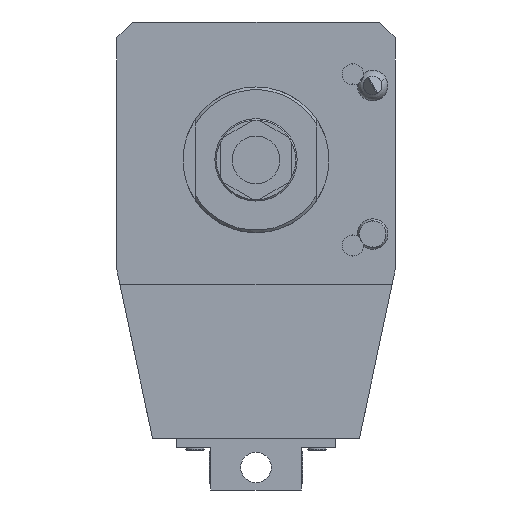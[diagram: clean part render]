
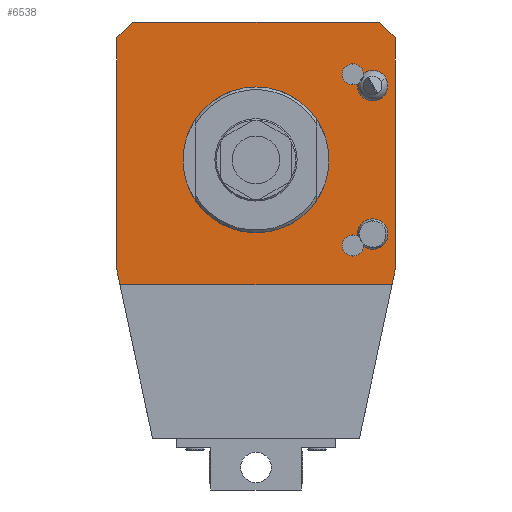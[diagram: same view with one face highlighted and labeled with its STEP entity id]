
A CAD part, left-side view. The second image highlights one B-rep face of the part: STEP entity #6538.
In plain terms, the highlighted planar face has unit normal (-1, 0, 0).
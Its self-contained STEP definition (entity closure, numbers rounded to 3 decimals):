
#356=DIRECTION('',(0.,0.707,0.707));
#357=VECTOR('',#356,8.485);
#358=CARTESIAN_POINT('',(-103.,-52.5,106.));
#359=LINE('',#358,#357);
#927=DIRECTION('',(0.,1.,0.));
#928=VECTOR('',#927,102.657);
#929=CARTESIAN_POINT('',(-103.,-51.328,13.));
#930=LINE('',#929,#928);
#931=DIRECTION('',(0.,0.208,0.978));
#932=VECTOR('',#931,5.636);
#933=CARTESIAN_POINT('',(-103.,51.328,13.));
#934=LINE('',#933,#932);
#935=DIRECTION('',(0.,0.,1.));
#936=VECTOR('',#935,87.487);
#937=CARTESIAN_POINT('',(-103.,52.5,18.513));
#938=LINE('',#937,#936);
#939=DIRECTION('',(0.,-1.,0.));
#940=VECTOR('',#939,93.);
#941=CARTESIAN_POINT('',(-103.,46.5,112.));
#942=LINE('',#941,#940);
#943=DIRECTION('',(0.,0.,-1.));
#944=VECTOR('',#943,87.487);
#945=CARTESIAN_POINT('',(-103.,-52.5,106.));
#946=LINE('',#945,#944);
#947=DIRECTION('',(0.,0.208,-0.978));
#948=VECTOR('',#947,5.636);
#949=CARTESIAN_POINT('',(-103.,-52.5,18.513));
#950=LINE('',#949,#948);
#951=CARTESIAN_POINT('',(-103.,0.,60.));
#952=DIRECTION('',(1.,0.,0.));
#953=DIRECTION('',(0.,1.,0.));
#954=AXIS2_PLACEMENT_3D('',#951,#952,#953);
#956=CARTESIAN_POINT('',(-103.,0.,60.));
#957=DIRECTION('',(1.,0.,0.));
#958=DIRECTION('',(0.,-1.,0.));
#959=AXIS2_PLACEMENT_3D('',#956,#957,#958);
#961=CARTESIAN_POINT('',(-103.,-44.,32.));
#962=DIRECTION('',(1.,0.,0.));
#963=DIRECTION('',(0.,1.,0.));
#964=AXIS2_PLACEMENT_3D('',#961,#962,#963);
#966=CARTESIAN_POINT('',(-103.,-44.,32.));
#967=DIRECTION('',(1.,0.,0.));
#968=DIRECTION('',(0.,-1.,0.));
#969=AXIS2_PLACEMENT_3D('',#966,#967,#968);
#971=CARTESIAN_POINT('',(-103.,-36.552,92.3));
#972=DIRECTION('',(1.,0.,0.));
#973=DIRECTION('',(0.,0.,-1.));
#974=AXIS2_PLACEMENT_3D('',#971,#972,#973);
#976=CARTESIAN_POINT('',(-103.,-36.552,92.3));
#977=DIRECTION('',(1.,0.,0.));
#978=DIRECTION('',(0.,0.,1.));
#979=AXIS2_PLACEMENT_3D('',#976,#977,#978);
#981=CARTESIAN_POINT('',(-103.,-36.552,27.7));
#982=DIRECTION('',(1.,0.,0.));
#983=DIRECTION('',(0.,0.,-1.));
#984=AXIS2_PLACEMENT_3D('',#981,#982,#983);
#986=CARTESIAN_POINT('',(-103.,-36.552,27.7));
#987=DIRECTION('',(1.,0.,0.));
#988=DIRECTION('',(0.,0.,1.));
#989=AXIS2_PLACEMENT_3D('',#986,#987,#988);
#991=CARTESIAN_POINT('',(-103.,-44.,88.));
#992=DIRECTION('',(1.,0.,0.));
#993=DIRECTION('',(0.,0.866,-0.5));
#994=AXIS2_PLACEMENT_3D('',#991,#992,#993);
#996=CARTESIAN_POINT('',(-103.,-44.,88.));
#997=DIRECTION('',(1.,0.,0.));
#998=DIRECTION('',(0.,-0.866,0.5));
#999=AXIS2_PLACEMENT_3D('',#996,#997,#998);
#1103=DIRECTION('',(0.,0.707,-0.707));
#1104=VECTOR('',#1103,8.485);
#1105=CARTESIAN_POINT('',(-103.,46.5,112.));
#1106=LINE('',#1105,#1104);
#4707=CARTESIAN_POINT('',(-103.,46.5,112.));
#4708=CARTESIAN_POINT('',(-103.,52.5,106.));
#4709=VERTEX_POINT('',#4707);
#4710=VERTEX_POINT('',#4708);
#4711=CARTESIAN_POINT('',(-103.,-52.5,106.));
#4712=CARTESIAN_POINT('',(-103.,-46.5,112.));
#4713=VERTEX_POINT('',#4711);
#4714=VERTEX_POINT('',#4712);
#4715=CARTESIAN_POINT('',(-103.,-51.328,13.));
#4716=CARTESIAN_POINT('',(-103.,51.328,13.));
#4717=VERTEX_POINT('',#4715);
#4718=VERTEX_POINT('',#4716);
#4727=CARTESIAN_POINT('',(-103.,52.5,18.513));
#4728=VERTEX_POINT('',#4727);
#4729=CARTESIAN_POINT('',(-103.,-52.5,18.513));
#4730=VERTEX_POINT('',#4729);
#4761=CARTESIAN_POINT('',(-103.,25.,60.));
#4762=CARTESIAN_POINT('',(-103.,-25.,60.));
#4763=VERTEX_POINT('',#4761);
#4764=VERTEX_POINT('',#4762);
#4845=CARTESIAN_POINT('',(-103.,-38.246,32.));
#4846=CARTESIAN_POINT('',(-103.,-49.754,32.));
#4847=VERTEX_POINT('',#4845);
#4848=VERTEX_POINT('',#4846);
#4857=CARTESIAN_POINT('',(-103.,-36.552,90.3));
#4858=CARTESIAN_POINT('',(-103.,-36.552,94.3));
#4859=VERTEX_POINT('',#4857);
#4860=VERTEX_POINT('',#4858);
#4869=CARTESIAN_POINT('',(-103.,-36.552,25.7));
#4870=CARTESIAN_POINT('',(-103.,-36.552,29.7));
#4871=VERTEX_POINT('',#4869);
#4872=VERTEX_POINT('',#4870);
#5011=CARTESIAN_POINT('',(-103.,-39.019,85.124));
#5012=CARTESIAN_POINT('',(-103.,-48.981,90.876));
#5013=VERTEX_POINT('',#5011);
#5014=VERTEX_POINT('',#5012);
#6490=CARTESIAN_POINT('',(-103.,0.,60.));
#6491=DIRECTION('',(1.,0.,0.));
#6492=DIRECTION('',(0.,1.,0.));
#6493=AXIS2_PLACEMENT_3D('',#6490,#6491,#6492);
#6494=PLANE('',#6493);
#6495=ORIENTED_EDGE('',*,*,#6482,.T.);
#6496=ORIENTED_EDGE('',*,*,#5604,.T.);
#6498=ORIENTED_EDGE('',*,*,#6497,.T.);
#6500=ORIENTED_EDGE('',*,*,#6499,.F.);
#6502=ORIENTED_EDGE('',*,*,#6501,.T.);
#6503=ORIENTED_EDGE('',*,*,#5723,.F.);
#6504=ORIENTED_EDGE('',*,*,#5739,.T.);
#6505=ORIENTED_EDGE('',*,*,#5815,.T.);
#6506=EDGE_LOOP('',(#6495,#6496,#6498,#6500,#6502,#6503,#6504,#6505));
#6507=FACE_OUTER_BOUND('',#6506,.F.);
#6509=ORIENTED_EDGE('',*,*,#6508,.F.);
#6511=ORIENTED_EDGE('',*,*,#6510,.F.);
#6512=EDGE_LOOP('',(#6509,#6511));
#6513=FACE_BOUND('',#6512,.F.);
#6515=ORIENTED_EDGE('',*,*,#6514,.F.);
#6517=ORIENTED_EDGE('',*,*,#6516,.F.);
#6518=EDGE_LOOP('',(#6515,#6517));
#6519=FACE_BOUND('',#6518,.F.);
#6521=ORIENTED_EDGE('',*,*,#6520,.F.);
#6523=ORIENTED_EDGE('',*,*,#6522,.F.);
#6524=EDGE_LOOP('',(#6521,#6523));
#6525=FACE_BOUND('',#6524,.F.);
#6527=ORIENTED_EDGE('',*,*,#6526,.F.);
#6529=ORIENTED_EDGE('',*,*,#6528,.F.);
#6530=EDGE_LOOP('',(#6527,#6529));
#6531=FACE_BOUND('',#6530,.F.);
#6533=ORIENTED_EDGE('',*,*,#6532,.F.);
#6535=ORIENTED_EDGE('',*,*,#6534,.F.);
#6536=EDGE_LOOP('',(#6533,#6535));
#6537=FACE_BOUND('',#6536,.F.);
#6538=ADVANCED_FACE('',(#6507,#6513,#6519,#6525,#6531,#6537),#6494,.F.);
#955=CIRCLE('',#954,25.);
#960=CIRCLE('',#959,25.);
#965=CIRCLE('',#964,5.754);
#970=CIRCLE('',#969,5.754);
#975=CIRCLE('',#974,2.);
#980=CIRCLE('',#979,2.);
#985=CIRCLE('',#984,2.);
#990=CIRCLE('',#989,2.);
#995=CIRCLE('',#994,5.751);
#1000=CIRCLE('',#999,5.751);
#5604=EDGE_CURVE('',#4718,#4728,#934,.T.);
#5723=EDGE_CURVE('',#4713,#4714,#359,.T.);
#5739=EDGE_CURVE('',#4713,#4730,#946,.T.);
#5815=EDGE_CURVE('',#4730,#4717,#950,.T.);
#6482=EDGE_CURVE('',#4717,#4718,#930,.T.);
#6497=EDGE_CURVE('',#4728,#4710,#938,.T.);
#6499=EDGE_CURVE('',#4709,#4710,#1106,.T.);
#6501=EDGE_CURVE('',#4709,#4714,#942,.T.);
#6508=EDGE_CURVE('',#4763,#4764,#955,.T.);
#6510=EDGE_CURVE('',#4764,#4763,#960,.T.);
#6514=EDGE_CURVE('',#4847,#4848,#965,.T.);
#6516=EDGE_CURVE('',#4848,#4847,#970,.T.);
#6520=EDGE_CURVE('',#4859,#4860,#975,.T.);
#6522=EDGE_CURVE('',#4860,#4859,#980,.T.);
#6526=EDGE_CURVE('',#4871,#4872,#985,.T.);
#6528=EDGE_CURVE('',#4872,#4871,#990,.T.);
#6532=EDGE_CURVE('',#5013,#5014,#995,.T.);
#6534=EDGE_CURVE('',#5014,#5013,#1000,.T.);
